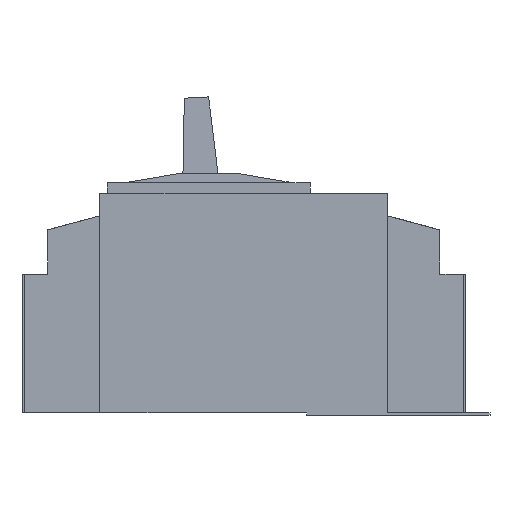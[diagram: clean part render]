
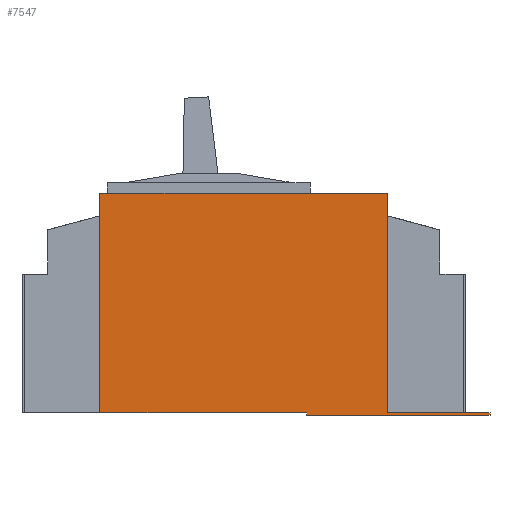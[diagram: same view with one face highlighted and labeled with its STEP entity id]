
A CAD part, left-side view. The second image highlights one B-rep face of the part: STEP entity #7547.
In plain terms, the highlighted planar face has unit normal (-1, 0, 0).
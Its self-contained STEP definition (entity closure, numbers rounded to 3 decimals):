
#236=ORIENTED_EDGE('',*,*,#2375,.F.);
#237=ORIENTED_EDGE('',*,*,#2402,.F.);
#238=ORIENTED_EDGE('',*,*,#2407,.F.);
#239=ORIENTED_EDGE('',*,*,#2408,.T.);
#240=ORIENTED_EDGE('',*,*,#2409,.T.);
#241=ORIENTED_EDGE('',*,*,#2410,.F.);
#242=ORIENTED_EDGE('',*,*,#2397,.F.);
#243=ORIENTED_EDGE('',*,*,#2354,.F.);
#2354=EDGE_CURVE('',#3443,#3437,#4182,.T.);
#2375=EDGE_CURVE('',#3464,#3443,#4203,.T.);
#2397=EDGE_CURVE('',#3437,#3484,#4225,.T.);
#2402=EDGE_CURVE('',#3487,#3464,#4230,.T.);
#2407=EDGE_CURVE('',#3491,#3487,#4235,.T.);
#2408=EDGE_CURVE('',#3491,#3492,#4236,.T.);
#2409=EDGE_CURVE('',#3492,#3493,#4237,.T.);
#2410=EDGE_CURVE('',#3484,#3493,#4238,.T.);
#3437=VERTEX_POINT('',#10480);
#3443=VERTEX_POINT('',#10492);
#3464=VERTEX_POINT('',#10536);
#3484=VERTEX_POINT('',#10579);
#3487=VERTEX_POINT('',#10587);
#3491=VERTEX_POINT('',#10599);
#3492=VERTEX_POINT('',#10601);
#3493=VERTEX_POINT('',#10603);
#4182=LINE('',#10493,#5200);
#4203=LINE('',#10535,#5221);
#4225=LINE('',#10578,#5243);
#4230=LINE('',#10588,#5248);
#4235=LINE('',#10598,#5253);
#4236=LINE('',#10600,#5254);
#4237=LINE('',#10602,#5255);
#4238=LINE('',#10604,#5256);
#5200=VECTOR('',#8500,1000.);
#5221=VECTOR('',#8523,1000.);
#5243=VECTOR('',#8547,1000.);
#5248=VECTOR('',#8554,1000.);
#5253=VECTOR('',#8563,1000.);
#5254=VECTOR('',#8564,1000.);
#5255=VECTOR('',#8565,1000.);
#5256=VECTOR('',#8566,1000.);
#6211=EDGE_LOOP('',(#236,#237,#238,#239,#240,#241,#242,#243));
#6699=FACE_BOUND('',#6211,.T.);
#7176=PLANE('',#7989);
#7547=ADVANCED_FACE('',(#6699),#7176,.F.);
#7989=AXIS2_PLACEMENT_3D('',#10597,#8561,#8562);
#8500=DIRECTION('',(0.,-1.,0.));
#8523=DIRECTION('',(0.,0.,1.));
#8547=DIRECTION('',(0.,0.,-1.));
#8554=DIRECTION('',(0.,1.,0.));
#8561=DIRECTION('',(1.,0.,0.));
#8562=DIRECTION('',(0.,0.,-1.));
#8563=DIRECTION('',(0.,0.,1.));
#8564=DIRECTION('',(0.,-1.,0.));
#8565=DIRECTION('',(0.,0.,1.));
#8566=DIRECTION('',(0.,-1.,0.));
#10480=CARTESIAN_POINT('',(0.,-67.5,103.));
#10492=CARTESIAN_POINT('',(0.,67.5,103.));
#10493=CARTESIAN_POINT('',(0.,67.5,103.));
#10535=CARTESIAN_POINT('',(0.,67.5,0.));
#10536=CARTESIAN_POINT('',(0.,67.5,0.));
#10578=CARTESIAN_POINT('',(0.,-67.5,103.));
#10579=CARTESIAN_POINT('',(0.,-67.5,0.));
#10587=CARTESIAN_POINT('',(0.,-29.503,0.));
#10588=CARTESIAN_POINT('',(0.,-67.5,0.));
#10597=CARTESIAN_POINT('',(0.,0.,0.));
#10598=CARTESIAN_POINT('',(0.,-29.503,-1.));
#10599=CARTESIAN_POINT('',(0.,-29.503,-1.));
#10600=CARTESIAN_POINT('',(0.,-29.503,-1.));
#10601=CARTESIAN_POINT('',(0.,-115.503,-1.));
#10602=CARTESIAN_POINT('',(0.,-115.503,-1.));
#10603=CARTESIAN_POINT('',(0.,-115.503,0.));
#10604=CARTESIAN_POINT('',(0.,-29.503,0.));
